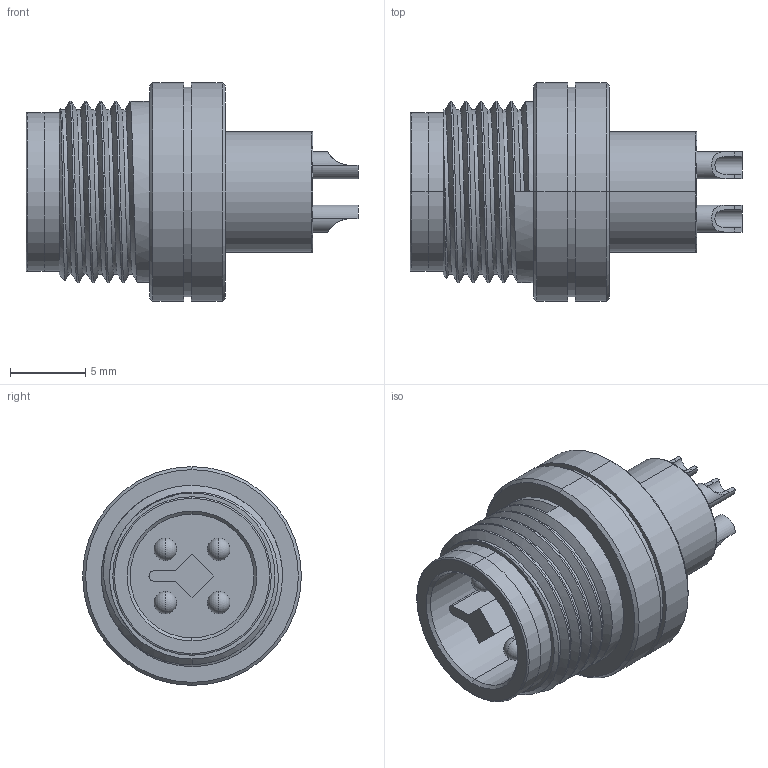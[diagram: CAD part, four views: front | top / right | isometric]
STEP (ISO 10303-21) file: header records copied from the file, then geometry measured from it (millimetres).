
FILE_DESCRIPTION (( 'STEP AP203' ), '1' );
FILE_NAME ('50-01056.STEP', '2025-03-25T01:02:01', ( '' ), ( '' ), 'SwSTEP 2.0', 'SolidWorks 2021', '' );
FILE_SCHEMA (( 'CONFIG_CONTROL_DESIGN' ));
Length unit declared in the file: millimetre
Products named in the file (5): 50-01056-01___; 50-01056; 50-01056-03___; 50-01056-02_step; 50-01056-03L___
Assembly tree (6 placements, depth 2):
  50-01056
    50-01056-01___
    50-01056-02_step
    50-01056-03___  x3
    50-01056-03L___
Bounding box: 22 x 14.5 x 14.5 mm (x, y, z)
Volume: 1447.8 mm3; surface area: 2860 mm2
Topology: 6 solids, 6 shells, 216 faces, 481 edges, 290 vertices
Faces by surface type: cylinder 100, plane 52, torus 28, cone 25, sphere 8, bspline 3
Entity records: 5841 total; most frequent: CARTESIAN_POINT 1841, DIRECTION 787, ORIENTED_EDGE 666, EDGE_CURVE 333, AXIS2_PLACEMENT_3D 332, VERTEX_POINT 210, EDGE_LOOP 183, CIRCLE 174
